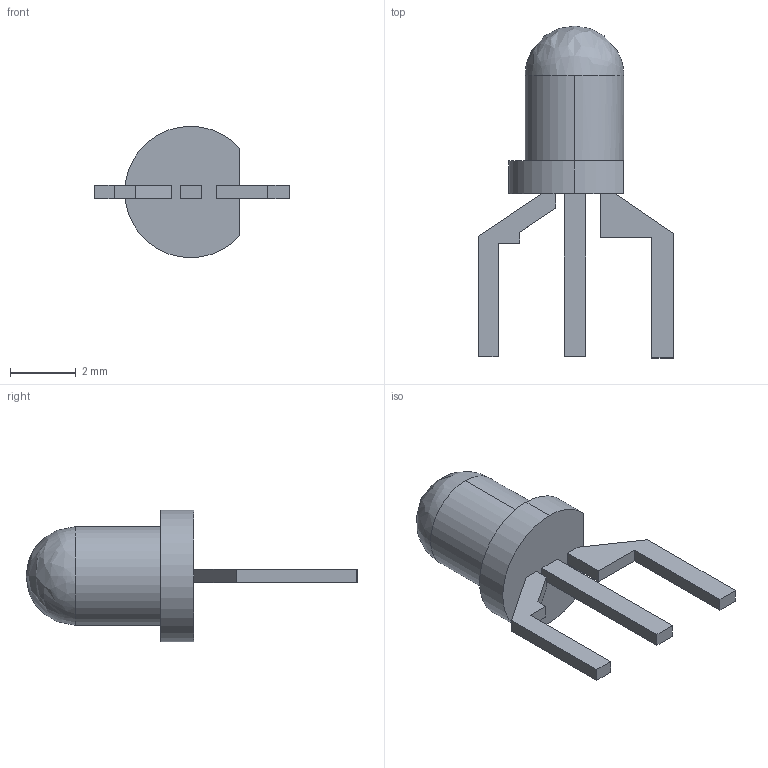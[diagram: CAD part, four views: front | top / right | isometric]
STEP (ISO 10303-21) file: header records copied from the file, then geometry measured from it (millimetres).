
FILE_DESCRIPTION (( 'STEP AP214' ), '1' );
FILE_NAME ('everlight-209-3SURSYGD-S530-A3.STEP', '2020-04-02T15:00:25', ( '' ), ( '' ), 'SwSTEP 2.0', 'SolidWorks 2019', '' );
FILE_SCHEMA (( 'AUTOMOTIVE_DESIGN' ));
Length unit declared in the file: millimetre
Products named in the file (1): everlight-209-3SURSYGD-S530-A3
Bounding box: 5.93 x 10.1 x 4 mm (x, y, z)
Volume: 41.6 mm3; surface area: 103.5 mm2
Topology: 1 solids, 1 shells, 33 faces, 86 edges, 56 vertices
Faces by surface type: plane 27, cylinder 5, bspline 1
Entity records: 1037 total; most frequent: CARTESIAN_POINT 189, ORIENTED_EDGE 168, DIRECTION 164, EDGE_CURVE 84, VECTOR 70, LINE 70, VERTEX_POINT 56, AXIS2_PLACEMENT_3D 47
